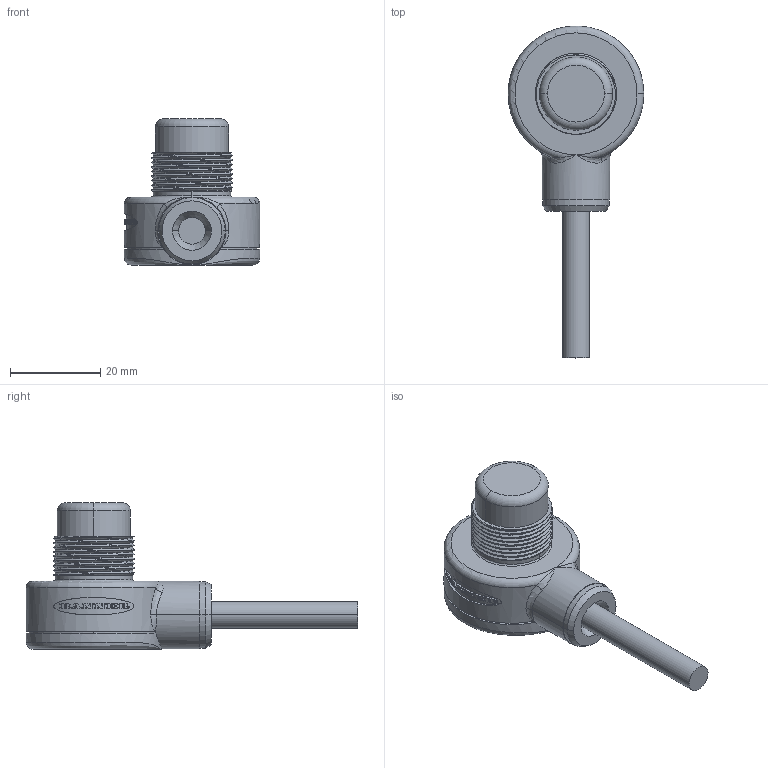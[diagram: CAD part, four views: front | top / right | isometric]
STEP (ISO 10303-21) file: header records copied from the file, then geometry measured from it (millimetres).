
FILE_DESCRIPTION((''),'2;1');
FILE_NAME('154435_SW','2010-10-19T',('banengservice'),('BANNER ENGINEERING'),'PRO/ENGINEER BY PARAMETRIC TECHNOLOGY CORPORATION, 2009141','PRO/ENGINEER BY PARAMETRIC TECHNOLOGY CORPORATION, 2009141','');
FILE_SCHEMA(('CONFIG_CONTROL_DESIGN'));
Length unit declared in the file: inch
Products named in the file (1): 154435_SW
Bounding box: 30.07 x 73.58 x 32.44 mm (x, y, z)
Volume: 7369.9 mm3; surface area: 10400.9 mm2
Topology: 1 solids, 1 shells, 489 faces, 1312 edges, 853 vertices
Faces by surface type: plane 180, extrusion 152, cylinder 100, torus 22, bspline 17, cone 16, sphere 2
Entity records: 23178 total; most frequent: CARTESIAN_POINT 11523, ORIENTED_EDGE 2620, DIRECTION 1994, EDGE_CURVE 1310, VERTEX_POINT 853, VECTOR 702, AXIS2_PLACEMENT_3D 646, B_SPLINE_CURVE_WITH_KNOTS 586
